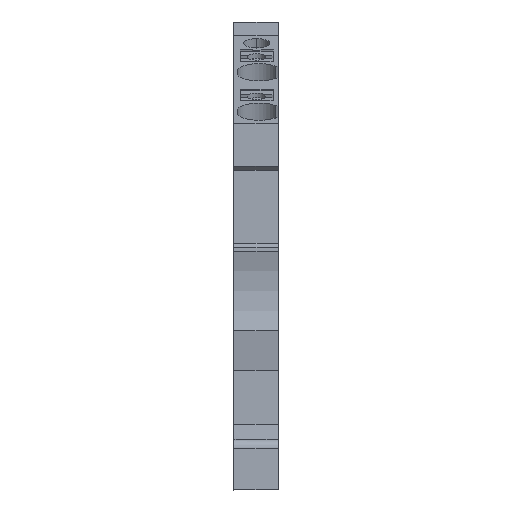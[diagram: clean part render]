
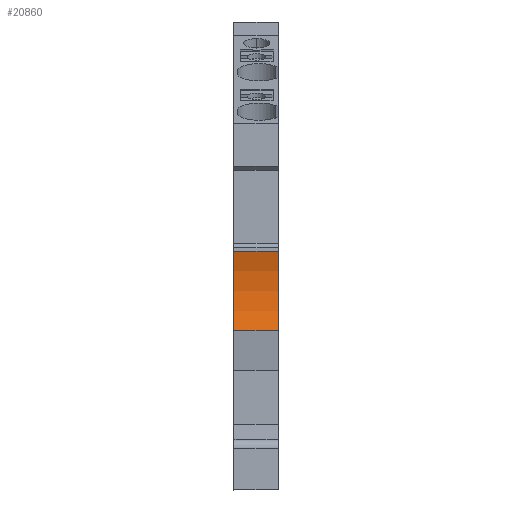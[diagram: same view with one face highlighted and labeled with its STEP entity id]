
A CAD part, front view. The second image highlights one B-rep face of the part: STEP entity #20860.
In plain terms, the highlighted cylindrical face has radius 10 mm (diameter 20 mm), a partial arc.
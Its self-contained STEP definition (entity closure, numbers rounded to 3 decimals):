
#3110=CARTESIAN_POINT('',(-52.95,4.194,
0.));
#3120=VERTEX_POINT('',#3110);
#3150=CARTESIAN_POINT('',(-62.891,3.102,
0.));
#3160=DIRECTION('',(0.,0.,-1.));
#3170=DIRECTION('',(0.974,-0.225,
0.));
#3180=AXIS2_PLACEMENT_3D('',#3150,#3160,#3170);
#3190=CIRCLE('',#3180,10.);
#3200=CARTESIAN_POINT('',(-54.253,-1.936,
0.));
#3210=VERTEX_POINT('',#3200);
#3220=EDGE_CURVE('',#3120,#3210,#3190,.T.);
#12610=CARTESIAN_POINT('',(-54.253,-1.936,
3.5));
#12620=VERTEX_POINT('',#12610);
#12650=CARTESIAN_POINT('',(-62.891,3.102,
3.5));
#12660=DIRECTION('',(0.,0.,-1.));
#12670=DIRECTION('',(0.974,-0.225,
0.));
#12680=AXIS2_PLACEMENT_3D('',#12650,#12660,#12670);
#12690=CIRCLE('',#12680,10.);
#12700=CARTESIAN_POINT('',(-52.95,4.194,
3.5));
#12710=VERTEX_POINT('',#12700);
#12720=EDGE_CURVE('',#12710,#12620,#12690,.T.);
#20650=CARTESIAN_POINT('',(-62.891,3.102,
3.854));
#20660=DIRECTION('',(0.,0.,-1.));
#20670=DIRECTION('',(0.974,-0.225,
0.));
#20680=AXIS2_PLACEMENT_3D('',#20650,#20660,#20670);
#20690=CYLINDRICAL_SURFACE('',#20680,10.);
#20700=CARTESIAN_POINT('',(-54.253,-1.936,
3.854));
#20710=DIRECTION('',(0.,0.,-1.));
#20720=VECTOR('',#20710,1.);
#20730=LINE('',#20700,#20720);
#20740=EDGE_CURVE('',#12620,#3210,#20730,.T.);
#20750=ORIENTED_EDGE('',*,*,#20740,.F.);
#20760=ORIENTED_EDGE('',*,*,#3220,.T.);
#20770=CARTESIAN_POINT('',(-52.95,4.194,
3.854));
#20780=DIRECTION('',(0.,0.,-1.));
#20790=VECTOR('',#20780,1.);
#20800=LINE('',#20770,#20790);
#20810=EDGE_CURVE('',#12710,#3120,#20800,.T.);
#20820=ORIENTED_EDGE('',*,*,#20810,.T.);
#20830=ORIENTED_EDGE('',*,*,#12720,.F.);
#20840=EDGE_LOOP('',(#20830,#20820,#20760,#20750));
#20850=FACE_OUTER_BOUND('',#20840,.T.);
#20860=ADVANCED_FACE('',(#20850),#20690,.F.);
